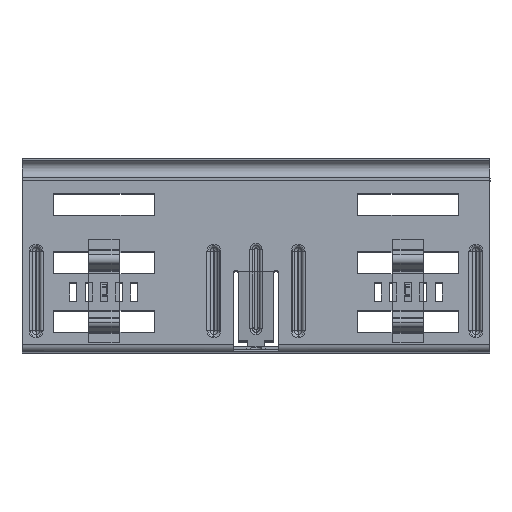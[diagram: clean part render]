
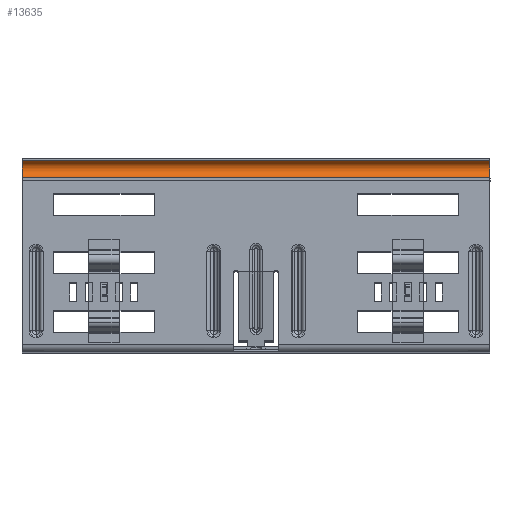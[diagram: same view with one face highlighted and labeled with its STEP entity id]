
A CAD part, top view. The second image highlights one B-rep face of the part: STEP entity #13635.
In plain terms, the highlighted cylindrical face has radius 3.7 mm (diameter 7.4 mm), a partial arc.
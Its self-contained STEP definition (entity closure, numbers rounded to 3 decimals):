
#381 = ORIENTED_EDGE ( 'NONE', *, *, #10302, .T. ) ;
#543 = DIRECTION ( 'NONE',  ( 0., 1., 0. ) ) ;
#723 = VECTOR ( 'NONE', #7532, 1000. ) ;
#932 = CARTESIAN_POINT ( 'NONE',  ( 4.75, 74.171, -100. ) ) ;
#1812 = DIRECTION ( 'NONE',  ( 0., 0., -1. ) ) ;
#2167 = CARTESIAN_POINT ( 'NONE',  ( 4.75, 81.571, 100. ) ) ;
#2387 = VERTEX_POINT ( 'NONE', #5032 ) ;
#2721 = DIRECTION ( 'NONE',  ( 0., 0., -1. ) ) ;
#3072 = CARTESIAN_POINT ( 'NONE',  ( 4.75, 77.871, 200.417 ) ) ;
#3296 = VERTEX_POINT ( 'NONE', #932 ) ;
#4495 = CARTESIAN_POINT ( 'NONE',  ( 4.75, 81.571, -100. ) ) ;
#4562 = CARTESIAN_POINT ( 'NONE',  ( 4.75, 77.871, 100. ) ) ;
#5032 = CARTESIAN_POINT ( 'NONE',  ( 4.75, 74.171, 100. ) ) ;
#5147 = ORIENTED_EDGE ( 'NONE', *, *, #9045, .T. ) ;
#5562 = ORIENTED_EDGE ( 'NONE', *, *, #12204, .T. ) ;
#5675 = AXIS2_PLACEMENT_3D ( 'NONE', #5684, #14783, #7021 ) ;
#5684 = CARTESIAN_POINT ( 'NONE',  ( 4.75, 77.871, -100. ) ) ;
#5693 = EDGE_CURVE ( 'NONE', #2387, #3296, #7992, .T. ) ;
#5852 = DIRECTION ( 'NONE',  ( 0., -1., 0. ) ) ;
#6226 = CARTESIAN_POINT ( 'NONE',  ( 4.75, 74.171, 100. ) ) ;
#6490 = FACE_OUTER_BOUND ( 'NONE', #16195, .T. ) ;
#6852 = CIRCLE ( 'NONE', #11178, 3.7 ) ;
#7021 = DIRECTION ( 'NONE',  ( 0., 1., 0. ) ) ;
#7532 = DIRECTION ( 'NONE',  ( 0., 0., -1. ) ) ;
#7657 = VECTOR ( 'NONE', #2721, 1000. ) ;
#7895 = VERTEX_POINT ( 'NONE', #2167 ) ;
#7992 = LINE ( 'NONE', #6226, #723 ) ;
#8121 = VERTEX_POINT ( 'NONE', #4495 ) ;
#8312 = CIRCLE ( 'NONE', #5675, 3.7 ) ;
#9045 = EDGE_CURVE ( 'NONE', #7895, #8121, #12730, .T. ) ;
#10302 = EDGE_CURVE ( 'NONE', #8121, #3296, #8312, .T. ) ;
#10492 = CARTESIAN_POINT ( 'NONE',  ( 4.75, 81.571, 100. ) ) ;
#11178 = AXIS2_PLACEMENT_3D ( 'NONE', #4562, #13657, #5852 ) ;
#12157 = CYLINDRICAL_SURFACE ( 'NONE', #13300, 3.7 ) ;
#12204 = EDGE_CURVE ( 'NONE', #2387, #7895, #6852, .T. ) ;
#12730 = LINE ( 'NONE', #10492, #7657 ) ;
#13300 = AXIS2_PLACEMENT_3D ( 'NONE', #3072, #1812, #543 ) ;
#13635 = ADVANCED_FACE ( 'NONE', ( #6490 ), #12157, .F. ) ;
#13657 = DIRECTION ( 'NONE',  ( 0., 0., 1. ) ) ;
#14783 = DIRECTION ( 'NONE',  ( 0., 0., -1. ) ) ;
#14812 = ORIENTED_EDGE ( 'NONE', *, *, #5693, .F. ) ;
#16195 = EDGE_LOOP ( 'NONE', ( #381, #14812, #5562, #5147 ) ) ;
